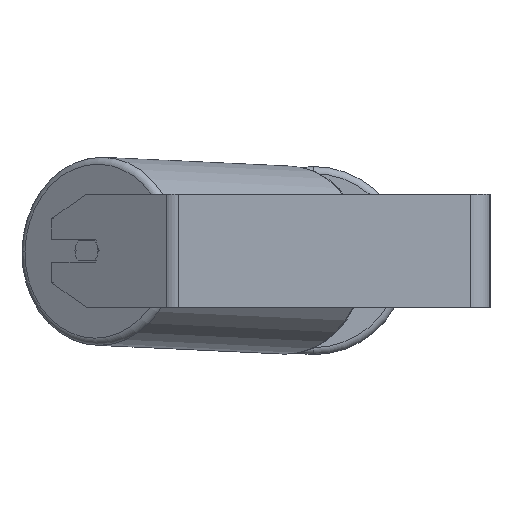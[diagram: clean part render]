
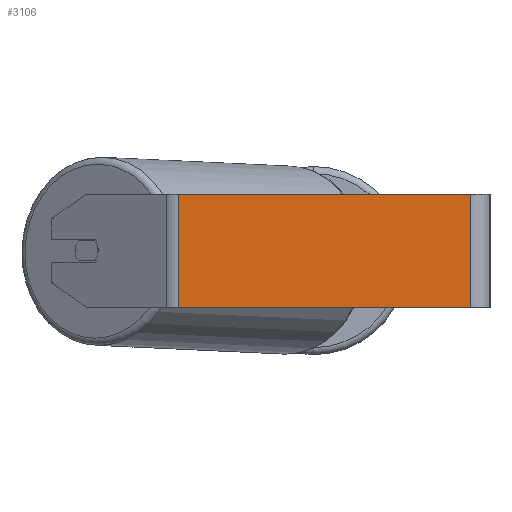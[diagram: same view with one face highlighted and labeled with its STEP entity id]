
A CAD part, left-side view. The second image highlights one B-rep face of the part: STEP entity #3106.
In plain terms, the highlighted planar face has unit normal (-1, 0, 0).
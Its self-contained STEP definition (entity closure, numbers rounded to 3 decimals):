
#139 = CARTESIAN_POINT ( 'NONE',  ( -415., 224.79, 40. ) ) ;
#173 = EDGE_CURVE ( 'NONE', #7273, #4617, #2898, .T. ) ;
#442 = EDGE_LOOP ( 'NONE', ( #8584, #6669, #1622, #570 ) ) ;
#455 = CARTESIAN_POINT ( 'NONE',  ( -415., 224.79, -40. ) ) ;
#570 = ORIENTED_EDGE ( 'NONE', *, *, #4901, .T. ) ;
#580 = VECTOR ( 'NONE', #2330, 1000. ) ;
#716 = PLANE ( 'NONE',  #3834 ) ;
#1538 = CARTESIAN_POINT ( 'NONE',  ( -415., 14., -40. ) ) ;
#1622 = ORIENTED_EDGE ( 'NONE', *, *, #3876, .F. ) ;
#1643 = VECTOR ( 'NONE', #7471, 1000. ) ;
#1692 = VECTOR ( 'NONE', #7811, 1000. ) ;
#2264 = VECTOR ( 'NONE', #6350, 1000. ) ;
#2330 = DIRECTION ( 'NONE',  ( 0., 0., -1. ) ) ;
#2368 = CARTESIAN_POINT ( 'NONE',  ( -415., 14., 40. ) ) ;
#2898 = LINE ( 'NONE', #4230, #1643 ) ;
#3106 = ADVANCED_FACE ( 'NONE', ( #4213 ), #716, .F. ) ;
#3154 = LINE ( 'NONE', #455, #1692 ) ;
#3421 = DIRECTION ( 'NONE',  ( 1., 0., 0. ) ) ;
#3834 = AXIS2_PLACEMENT_3D ( 'NONE', #139, #3421, #8156 ) ;
#3836 = CARTESIAN_POINT ( 'NONE',  ( -415., 220.376, 40. ) ) ;
#3876 = EDGE_CURVE ( 'NONE', #4885, #7273, #5477, .T. ) ;
#3977 = EDGE_CURVE ( 'NONE', #6474, #4617, #3154, .T. ) ;
#4213 = FACE_OUTER_BOUND ( 'NONE', #442, .T. ) ;
#4230 = CARTESIAN_POINT ( 'NONE',  ( -415., 14., 40. ) ) ;
#4463 = LINE ( 'NONE', #3836, #580 ) ;
#4617 = VERTEX_POINT ( 'NONE', #1538 ) ;
#4885 = VERTEX_POINT ( 'NONE', #7033 ) ;
#4901 = EDGE_CURVE ( 'NONE', #4885, #6474, #4463, .T. ) ;
#5074 = CARTESIAN_POINT ( 'NONE',  ( -415., 224.79, 40. ) ) ;
#5126 = CARTESIAN_POINT ( 'NONE',  ( -415., 220.376, -40. ) ) ;
#5477 = LINE ( 'NONE', #5074, #2264 ) ;
#6350 = DIRECTION ( 'NONE',  ( 0., -1., 0. ) ) ;
#6474 = VERTEX_POINT ( 'NONE', #5126 ) ;
#6669 = ORIENTED_EDGE ( 'NONE', *, *, #173, .F. ) ;
#7033 = CARTESIAN_POINT ( 'NONE',  ( -415., 220.376, 40. ) ) ;
#7273 = VERTEX_POINT ( 'NONE', #2368 ) ;
#7471 = DIRECTION ( 'NONE',  ( 0., 0., -1. ) ) ;
#7811 = DIRECTION ( 'NONE',  ( 0., -1., 0. ) ) ;
#8156 = DIRECTION ( 'NONE',  ( 0., 0., -1. ) ) ;
#8584 = ORIENTED_EDGE ( 'NONE', *, *, #3977, .T. ) ;
